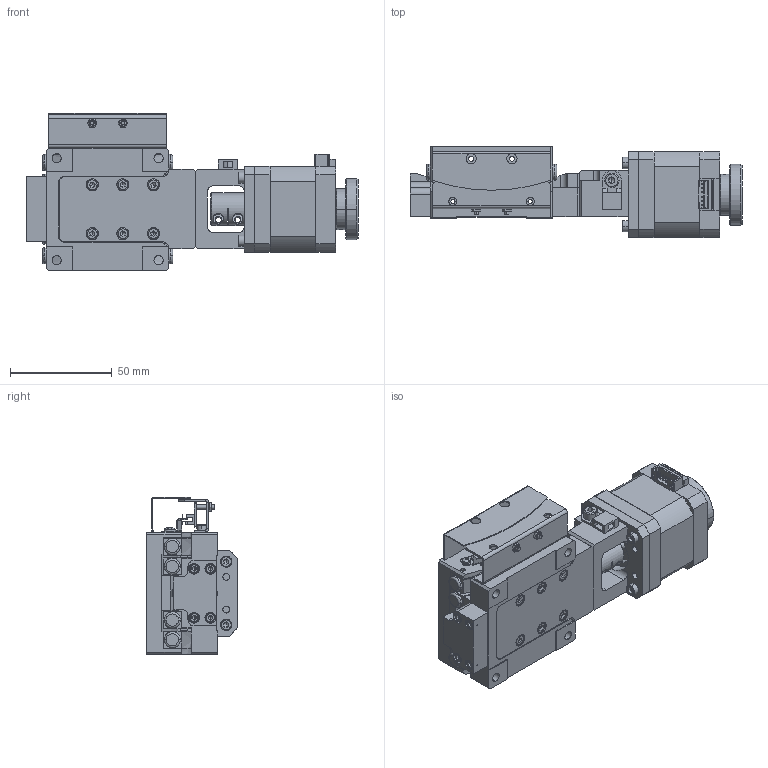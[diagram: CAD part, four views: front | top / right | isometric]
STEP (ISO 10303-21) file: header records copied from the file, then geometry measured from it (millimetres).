
FILE_DESCRIPTION (( 'STEP AP203' ), '1' );
FILE_NAME ('TBG45-60(AP203).STEP', '2019-11-05T04:05:47', ( '' ), ( '' ), 'SwSTEP 2.0', 'SolidWorks 2016', '' );
FILE_SCHEMA (( 'CONFIG_CONTROL_DESIGN' ));
Length unit declared in the file: millimetre
Products named in the file (1): TBG45-60(AP203)
Bounding box: 162.8 x 44.6 x 77.1 mm (x, y, z)
Surface area: 69499.6 mm2 (no closed solid volume)
Topology: 0 solids, 96 shells, 1293 faces, 4784 edges, 3375 vertices
Faces by surface type: plane 776, cylinder 307, cone 88, torus 82, bspline 32, sphere 8
Entity records: 54891 total; most frequent: CARTESIAN_POINT 14799, DIRECTION 8349, ORIENTED_EDGE 7399, EDGE_CURVE 4734, VERTEX_POINT 3375, VECTOR 2931, LINE 2931, AXIS2_PLACEMENT_3D 2709
